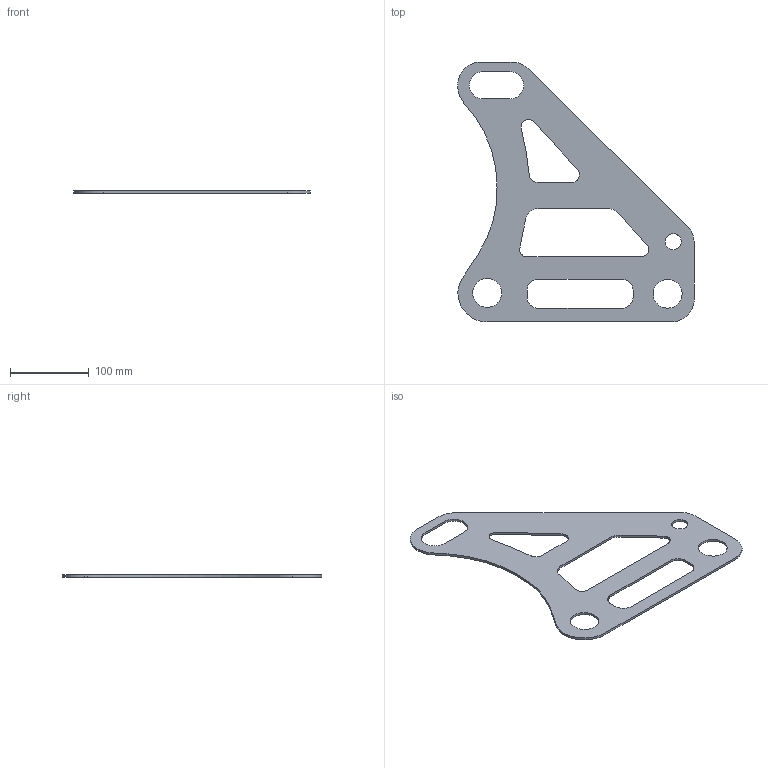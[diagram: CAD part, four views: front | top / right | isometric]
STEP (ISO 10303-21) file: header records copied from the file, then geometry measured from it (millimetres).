
FILE_DESCRIPTION(/* description */ (''),/* implementation_level */ '2;1');
FILE_NAME(/* name */ 'LaserBoost_DXF_Sample.step',/* time_stamp */ '2022-05-28T11:27:49+02:00',/* author */ (''),/* organization */ (''),/* preprocessor_version */ 'ST-DEVELOPER v19',/* originating_system */ 'Autodesk Translation Framework v11.7.0.108',/* authorisation */ '');
FILE_SCHEMA (('AUTOMOTIVE_DESIGN { 1 0 10303 214 3 1 1 }'));
Length unit declared in the file: millimetre
Products named in the file (1): (Sin guardar)
Bounding box: 300 x 330 x 3 mm (x, y, z)
Volume: 135208.8 mm3; surface area: 98094.4 mm2
Topology: 1 solids, 1 shells, 45 faces, 129 edges, 86 vertices
Faces by surface type: bspline 25, plane 20
Entity records: 1804 total; most frequent: CARTESIAN_POINT 736, ORIENTED_EDGE 258, EDGE_CURVE 129, DIRECTION 121, VERTEX_POINT 86, LINE 79, VECTOR 79, EDGE_LOOP 59
